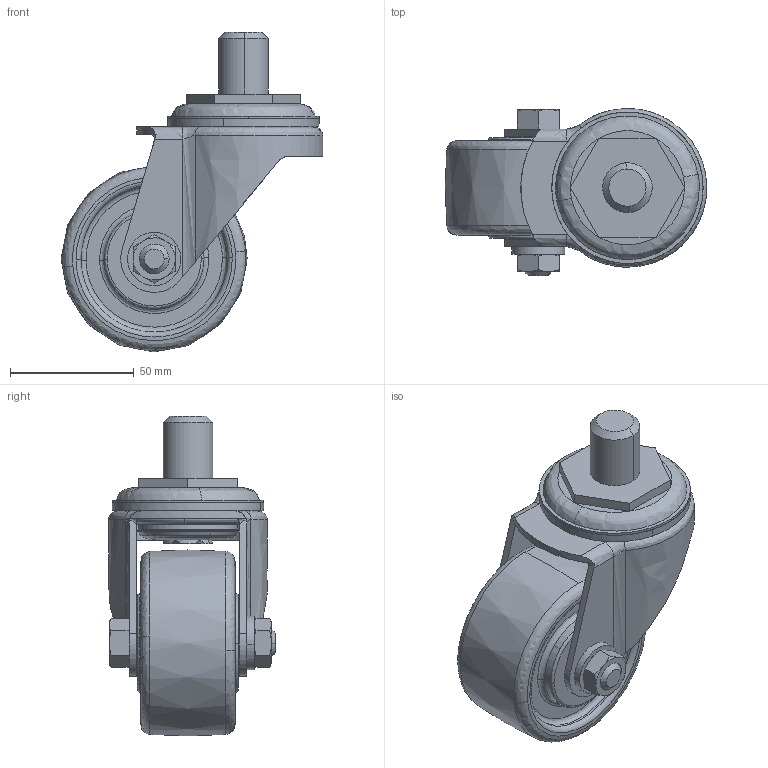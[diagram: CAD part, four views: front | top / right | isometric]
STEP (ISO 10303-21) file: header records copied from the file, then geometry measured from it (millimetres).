
FILE_DESCRIPTION((''),'2;1');
FILE_NAME('','2009-03-19T14:49:21',(''),(''),'','CADfix','');
FILE_SCHEMA(('AUTOMOTIVE_DESIGN { 1 0 10303 214 1 1 1 1 }'));
Length unit declared in the file: millimetre
Bounding box: 105.5 x 67.3 x 129 mm (x, y, z)
Volume: 236016.4 mm3; surface area: 54273.8 mm2
Topology: 4 solids, 4 shells, 208 faces, 630 edges, 449 vertices
Faces by surface type: bspline 208
Entity records: 9404 total; most frequent: CARTESIAN_POINT 6028, ORIENTED_EDGE 1260, EDGE_CURVE 630, VERTEX_POINT 449, EDGE_LOOP 235, FACE_OUTER_BOUND 208, ADVANCED_FACE 208, QUASI_UNIFORM_CURVE 141
